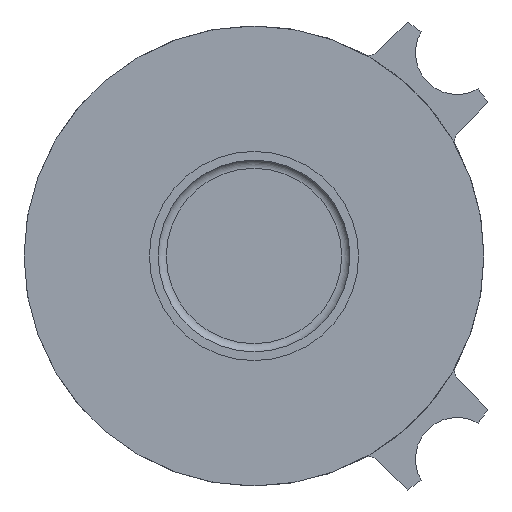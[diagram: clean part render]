
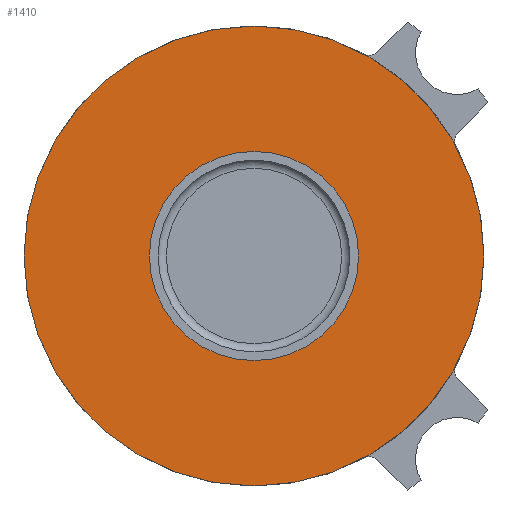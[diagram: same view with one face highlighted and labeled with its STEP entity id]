
A CAD part, left-side view. The second image highlights one B-rep face of the part: STEP entity #1410.
In plain terms, the highlighted planar face has unit normal (-1, 0, 0).
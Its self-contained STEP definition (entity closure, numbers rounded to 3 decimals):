
#47=PLANE('',#1554);
#375=ORIENTED_EDGE('',*,*,#717,.T.);
#376=ORIENTED_EDGE('',*,*,#689,.F.);
#689=EDGE_CURVE('',#892,#892,#1032,.T.);
#717=EDGE_CURVE('',#920,#920,#1048,.T.);
#892=VERTEX_POINT('',#2148);
#920=VERTEX_POINT('',#2242);
#1032=CIRCLE('',#1494,44.);
#1048=CIRCLE('',#1515,20.);
#1163=EDGE_LOOP('',(#375));
#1164=EDGE_LOOP('',(#376));
#1278=FACE_BOUND('',#1163,.T.);
#1279=FACE_BOUND('',#1164,.T.);
#1410=ADVANCED_FACE('',(#1278,#1279),#47,.T.);
#1494=AXIS2_PLACEMENT_3D('',#2147,#1683,#1684);
#1515=AXIS2_PLACEMENT_3D('',#2241,#1732,#1733);
#1554=AXIS2_PLACEMENT_3D('',#2340,#1826,#1827);
#1683=DIRECTION('',(1.,0.,0.));
#1684=DIRECTION('',(0.,1.,0.));
#1732=DIRECTION('',(1.,0.,0.));
#1733=DIRECTION('',(0.,1.,0.));
#1826=DIRECTION('',(-1.,0.,0.));
#1827=DIRECTION('',(0.,-1.,0.));
#2147=CARTESIAN_POINT('',(0.,0.,0.));
#2148=CARTESIAN_POINT('',(0.,44.,0.));
#2241=CARTESIAN_POINT('',(0.,0.,0.));
#2242=CARTESIAN_POINT('',(0.,20.,0.));
#2340=CARTESIAN_POINT('',(0.,20.,0.));
